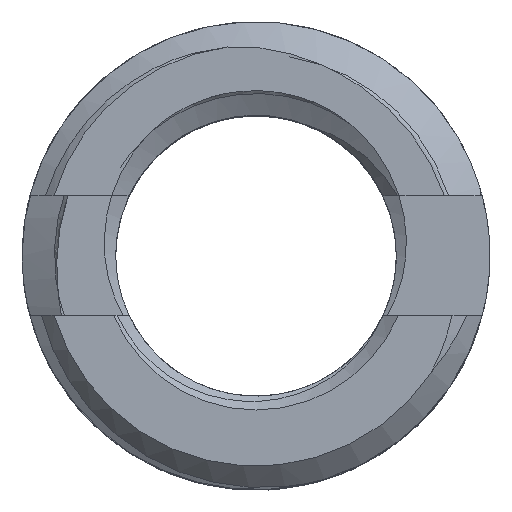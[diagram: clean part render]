
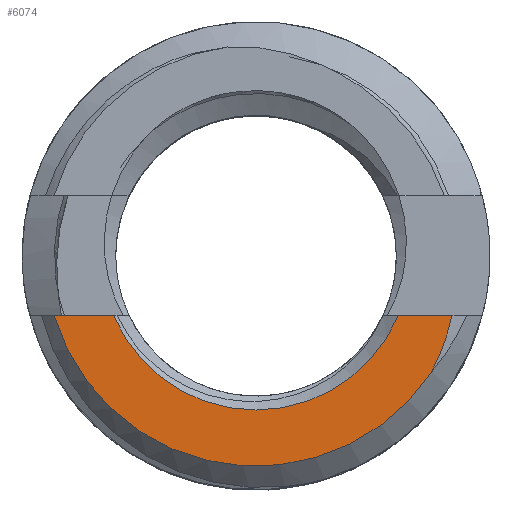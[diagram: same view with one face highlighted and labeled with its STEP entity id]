
A CAD part, top view. The second image highlights one B-rep face of the part: STEP entity #6074.
In plain terms, the highlighted planar face has unit normal (0, 0, 1).
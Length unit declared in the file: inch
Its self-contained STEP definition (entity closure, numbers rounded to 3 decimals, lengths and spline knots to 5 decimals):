
#143 = PLANE ( 'NONE',  #1180 ) ;
#144 = CARTESIAN_POINT ( 'NONE',  ( 0., 0.11811, 0. ) ) ;
#145 = DIRECTION ( 'NONE',  ( 0., 0., -1. ) ) ;
#146 = DIRECTION ( 'NONE',  ( -1., 0., 0. ) ) ;
#1175 = FACE_OUTER_BOUND ( 'NONE', #3275, .T. ) ;
#1180 = AXIS2_PLACEMENT_3D ( 'NONE', #144, #145, #146 ) ;
#3039 = B_SPLINE_CURVE_WITH_KNOTS ( 'NONE', 3,
 ( #4215, #4216, #4217, #4218 ),
 .UNSPECIFIED., .F., .F.,
 ( 4, 4 ),
 ( 0., 0.00129 ),
 .UNSPECIFIED. ) ;
#3275 = EDGE_LOOP ( 'NONE', ( #3377, #3375, #3376, #3373, #3374 ) ) ;
#3373 = ORIENTED_EDGE ( 'NONE', *, *, #5896, .F. ) ;
#3374 = ORIENTED_EDGE ( 'NONE', *, *, #5891, .F. ) ;
#3375 = ORIENTED_EDGE ( 'NONE', *, *, #5885, .F. ) ;
#3376 = ORIENTED_EDGE ( 'NONE', *, *, #5895, .F. ) ;
#3377 = ORIENTED_EDGE ( 'NONE', *, *, #5894, .F. ) ;
#3684 = VERTEX_POINT ( 'NONE', #3855 ) ;
#3711 = VERTEX_POINT ( 'NONE', #3882 ) ;
#3733 = VERTEX_POINT ( 'NONE', #3904 ) ;
#3755 = VERTEX_POINT ( 'NONE', #3926 ) ;
#3780 = VERTEX_POINT ( 'NONE', #3951 ) ;
#3855 = CARTESIAN_POINT ( 'NONE',  ( -0.11975, -0.05039, 0. ) ) ;
#3882 = CARTESIAN_POINT ( 'NONE',  ( 0.11975, -0.05039, 0. ) ) ;
#3904 = CARTESIAN_POINT ( 'NONE',  ( 0.1476, -0.09799, 0. ) ) ;
#3926 = CARTESIAN_POINT ( 'NONE',  ( -0.16985, -0.05039, 0. ) ) ;
#3951 = CARTESIAN_POINT ( 'NONE',  ( 0.16482, -0.05039, 0. ) ) ;
#4161 = CARTESIAN_POINT ( 'NONE',  ( 0., 0., 0. ) ) ;
#4162 = DIRECTION ( 'NONE',  ( 0., 0., 1. ) ) ;
#4163 = DIRECTION ( 'NONE',  ( 1., 0., 0. ) ) ;
#4215 = CARTESIAN_POINT ( 'NONE',  ( 0.16482, -0.05039, 0. ) ) ;
#4216 = CARTESIAN_POINT ( 'NONE',  ( 0.16143, -0.06711, 0. ) ) ;
#4217 = CARTESIAN_POINT ( 'NONE',  ( 0.15568, -0.08297, 0. ) ) ;
#4218 = CARTESIAN_POINT ( 'NONE',  ( 0.1476, -0.09799, 0. ) ) ;
#4227 = CARTESIAN_POINT ( 'NONE',  ( 0., 0., 0. ) ) ;
#4228 = LINE ( 'NONE', #4229, #7300 ) ;
#4229 = CARTESIAN_POINT ( 'NONE',  ( 0., -0.05039, 0. ) ) ;
#4230 = DIRECTION ( 'NONE',  ( 1., 0., 0. ) ) ;
#4231 = LINE ( 'NONE', #4232, #7301 ) ;
#4232 = CARTESIAN_POINT ( 'NONE',  ( 0., -0.05039, 0. ) ) ;
#4233 = DIRECTION ( 'NONE',  ( 1., 0., 0. ) ) ;
#4234 = DIRECTION ( 'NONE',  ( 0., 0., -1. ) ) ;
#4235 = DIRECTION ( 'NONE',  ( -1., 0., 0. ) ) ;
#5885 = EDGE_CURVE ( 'NONE', #3684, #3711, #6097, .T. ) ;
#5891 = EDGE_CURVE ( 'NONE', #3780, #3733, #3039, .T. ) ;
#5894 = EDGE_CURVE ( 'NONE', #3711, #3780, #4228, .T. ) ;
#5895 = EDGE_CURVE ( 'NONE', #3755, #3684, #4231, .T. ) ;
#5896 = EDGE_CURVE ( 'NONE', #3733, #3755, #6098, .T. ) ;
#6074 = ADVANCED_FACE ( 'NONE', ( #1175 ), #143, .F. ) ;
#6097 = CIRCLE ( 'NONE', #7296, 0.12992 ) ;
#6098 = CIRCLE ( 'NONE', #7299, 0.17717 ) ;
#7296 = AXIS2_PLACEMENT_3D ( 'NONE', #4161, #4162, #4163 ) ;
#7299 = AXIS2_PLACEMENT_3D ( 'NONE', #4227, #4234, #4235 ) ;
#7300 = VECTOR ( 'NONE', #4230, 39.37008 ) ;
#7301 = VECTOR ( 'NONE', #4233, 39.37008 ) ;
